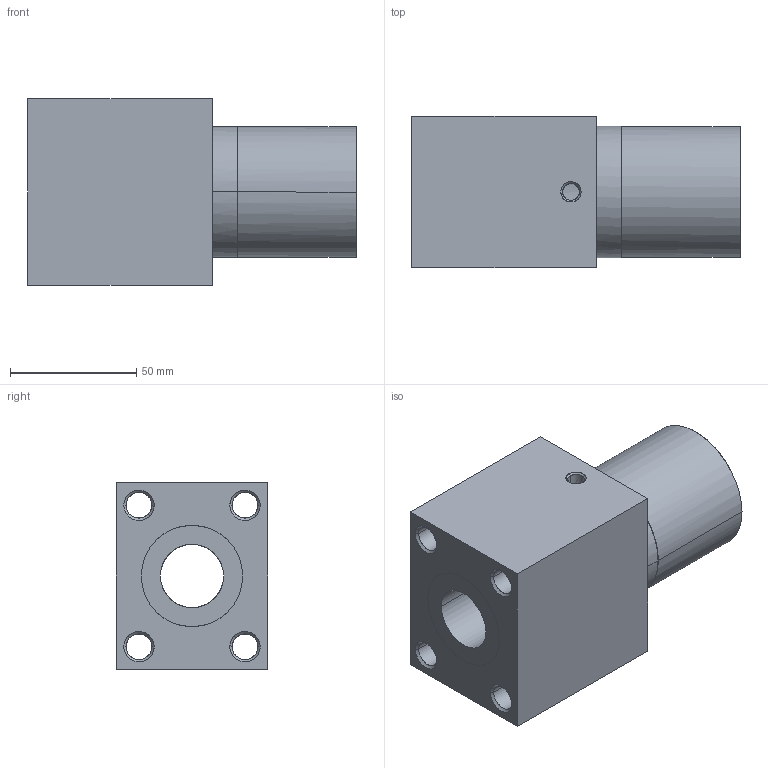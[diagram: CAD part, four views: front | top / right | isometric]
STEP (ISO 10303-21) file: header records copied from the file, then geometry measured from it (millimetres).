
FILE_DESCRIPTION ((), '1');
FILE_NAME ('TF83-225.stp', '2018-12-17T15:09:31', ('Unknown'), ('Unknown'), 'HarmonyWare STEP v2.0.5', 'Vectorworks', '');
FILE_SCHEMA (('CONFIG_CONTROL_DESIGN'));
Length unit declared in the file: millimetre
Products named in the file (63): NONE
Assembly tree (62 placements, depth 2):
  NONE
    NONE
    NONE
    NONE
    NONE
    NONE
    NONE
    NONE
    NONE
    NONE
    NONE
    NONE
    NONE
    NONE
    NONE
    NONE
    NONE
    NONE
    NONE
    NONE
    NONE
    NONE
    NONE
    NONE
    NONE
    NONE
    NONE
    NONE
    NONE
    NONE
    NONE
    NONE
    NONE
    NONE
    NONE
    NONE
    NONE
    NONE
    NONE
    NONE
    NONE
    NONE
    NONE
    NONE
    NONE
    NONE
    NONE
    NONE
    NONE
    NONE
    NONE
    NONE
    NONE
    NONE
    NONE
    NONE
    NONE
    NONE
    NONE
    NONE
Bounding box: 130 x 60 x 74 mm (x, y, z)
Surface area: 58157.6 mm2 (no closed solid volume)
Topology: 0 solids, 62 shells, 62 faces, 272 edges, 272 vertices
Faces by surface type: bspline 62
Entity records: 13746 total; most frequent: CARTESIAN_POINT 4351, PERSON 628, ORGANIZATION 628, PERSON_AND_ORGANIZATION 628, CALENDAR_DATE 439, COORDINATED_UNIVERSAL_TIME_OFFSET 439, LOCAL_TIME 439, DATE_AND_TIME 439
